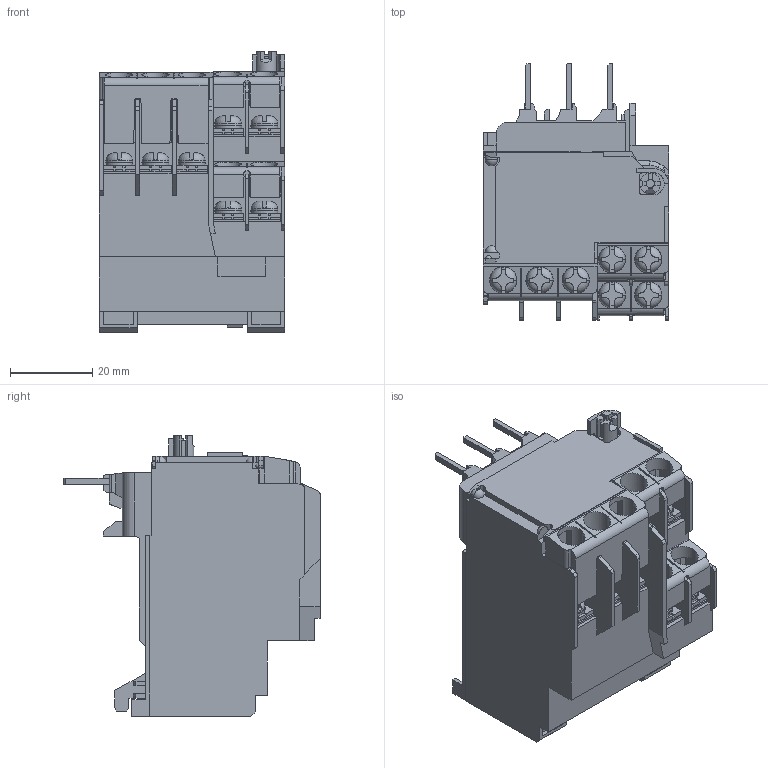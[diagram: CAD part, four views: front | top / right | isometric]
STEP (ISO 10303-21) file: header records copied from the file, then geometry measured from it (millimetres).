
FILE_DESCRIPTION (( 'STEP AP214' ), '1' );
FILE_NAME ('TR18X.STEP', '2023-06-26T02:13:46', ( '' ), ( '' ), 'SwSTEP 2.0', 'SolidWorks 2022', '' );
FILE_SCHEMA (( 'AUTOMOTIVE_DESIGN' ));
Length unit declared in the file: millimetre
Products named in the file (14): TR18X_Reset button; TR18X_Case; TR18X_Aux terminal cover; M3P5 Aux terminal set^TR18X; TR18X_Cover; Screw_M3.5_L7; TR18X_Main terminal cover; TR18X; M3P5 Main terminal set^TR18X; TR18X_Main plate band; TR18X_Changing-over switch; Springwasher_M3P5; TR18X_Aux plate band; Plate_M3P5_7P7
Assembly tree (22 placements, depth 3):
  TR18X
    TR18X_Case
    TR18X_Changing-over switch
    TR18X_Reset button
    TR18X_Cover
    M3P5 Aux terminal set^TR18X  x4
      TR18X_Aux plate band
      Plate_M3P5_7P7
      Screw_M3.5_L7
      Springwasher_M3P5
    M3P5 Main terminal set^TR18X  x3
      TR18X_Main plate band
      Plate_M3P5_7P7
      Screw_M3.5_L7
      Springwasher_M3P5
    TR18X_Main terminal cover
    TR18X_Aux terminal cover  x2
Bounding box: 45 x 62.2 x 68 mm (x, y, z)
Volume: 92528.5 mm3; surface area: 30385.7 mm2
Topology: 35 solids, 36 shells, 1444 faces, 4041 edges, 2667 vertices
Faces by surface type: plane 1200, cylinder 208, cone 18, torus 14, sphere 4
Entity records: 25029 total; most frequent: CARTESIAN_POINT 4545, ORIENTED_EDGE 4242, DIRECTION 3927, EDGE_CURVE 2121, VECTOR 1777, LINE 1777, VERTEX_POINT 1401, AXIS2_PLACEMENT_3D 1075
